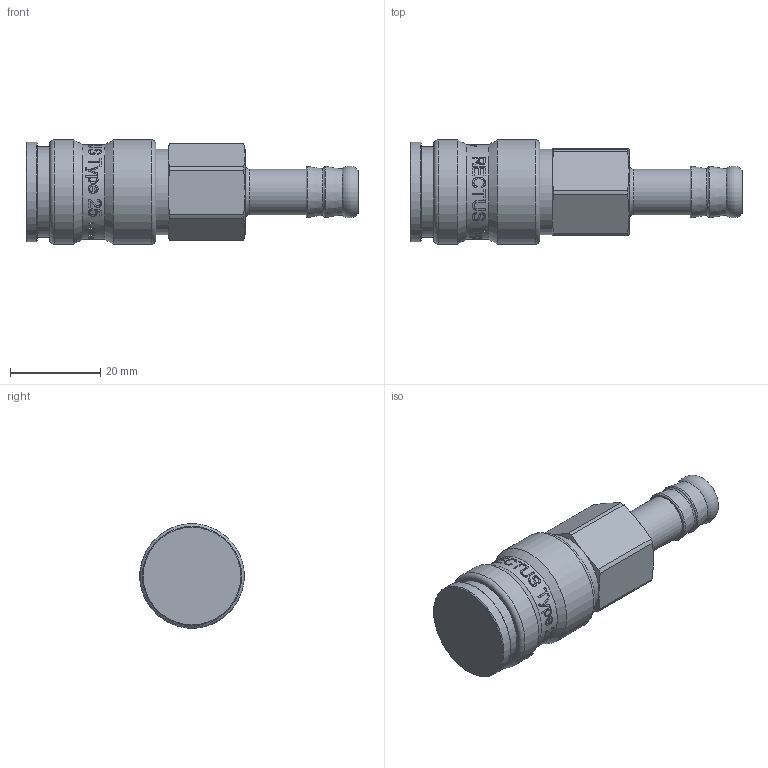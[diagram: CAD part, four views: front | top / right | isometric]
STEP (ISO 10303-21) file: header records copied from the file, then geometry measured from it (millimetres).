
FILE_DESCRIPTION((''),'2;1');
FILE_NAME('25kbtf10evx.stp','2015-01-26T11:12:24',('IA176480'),(''),'Autodesk Inventor 2013','Autodesk Inventor 2013','');
FILE_SCHEMA(('AUTOMOTIVE_DESIGN { 1 0 10303 214 1 1 1 1 }'));
Length unit declared in the file: millimetre
Products named in the file (1): D113255
Bounding box: 73.5 x 23.07 x 23.07 mm (x, y, z)
Volume: 18007.5 mm3; surface area: 8547 mm2
Topology: 2 solids, 3 shells, 608 faces, 1594 edges, 1057 vertices
Faces by surface type: bspline 256, plane 240, cylinder 82, cone 22, torus 8
Full cylindrical faces by diameter (mm): 10.1 x1, 14.472 x1, 15 x1, 15.1 x1, 15.3 x1, 16 x2, 17.25 x1, 18.95 x1, 19.35 x1, 20 x1, 20.05 x1, 21 x1, 22 x1, 23.15 x2
Entity records: 82989 total; most frequent: CARTESIAN_POINT 69652, ORIENTED_EDGE 3082, DIRECTION 1696, EDGE_CURVE 1541, VERTEX_POINT 1045, B_SPLINE_CURVE_WITH_KNOTS 730, EDGE_LOOP 718, FACE_OUTER_BOUND 608
